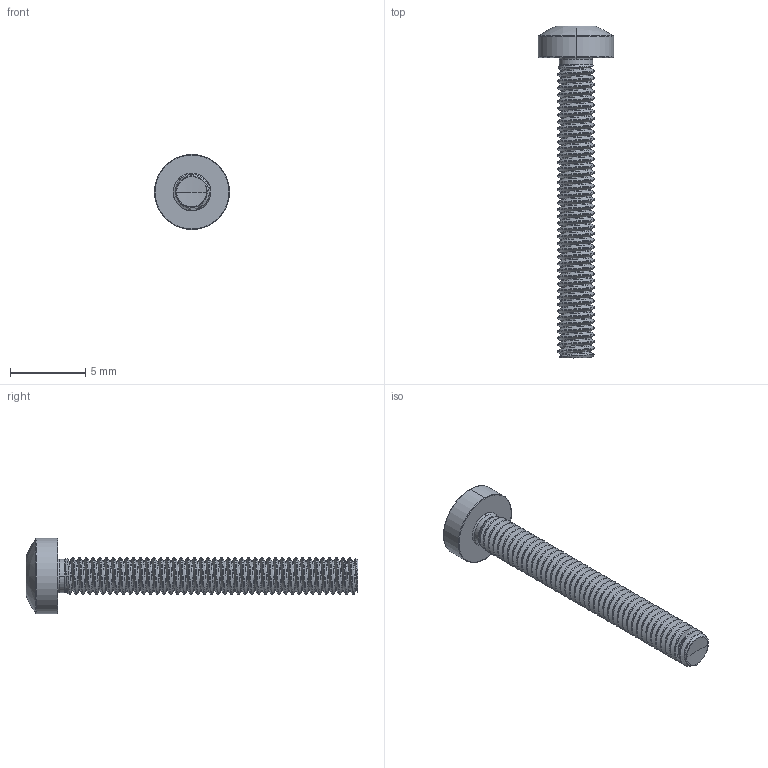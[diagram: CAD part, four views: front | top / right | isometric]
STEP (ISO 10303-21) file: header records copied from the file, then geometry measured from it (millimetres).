
FILE_DESCRIPTION (( 'STEP AP203' ), '1' );
FILE_NAME ('STM390250200.STEP', '2020-12-23T14:45:21', ( '' ), ( '' ), 'SwSTEP 2.0', 'SolidWorks 2015', '' );
FILE_SCHEMA (( 'CONFIG_CONTROL_DESIGN' ));
Length unit declared in the file: millimetre
Products named in the file (2): STM390250200
Bounding box: 5 x 22.1 x 5 mm (x, y, z)
Volume: 109.5 mm3; surface area: 302.8 mm2
Topology: 1 solids, 1 shells, 157 faces, 431 edges, 276 vertices
Faces by surface type: cylinder 108, bspline 18, torus 13, cone 11, sphere 4, plane 3
Entity records: 34839 total; most frequent: CARTESIAN_POINT 31400, ORIENTED_EDGE 858, DIRECTION 525, EDGE_CURVE 429, VERTEX_POINT 276, AXIS2_PLACEMENT_3D 204, EDGE_LOOP 159, ADVANCED_FACE 157
